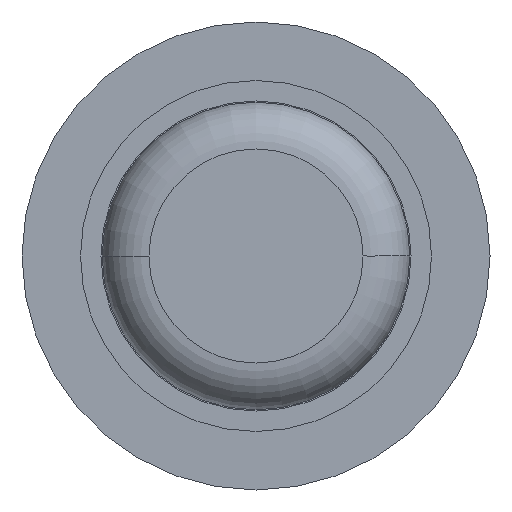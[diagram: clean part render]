
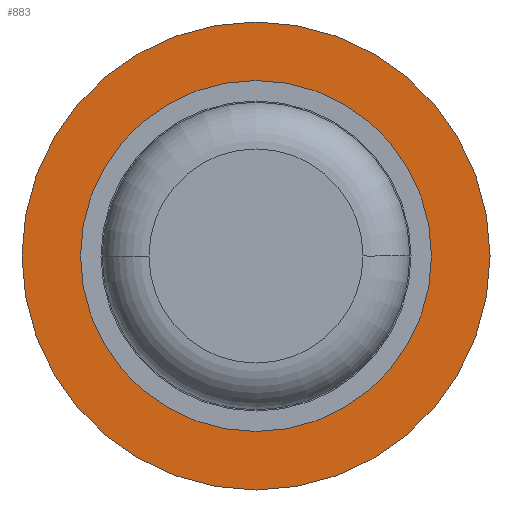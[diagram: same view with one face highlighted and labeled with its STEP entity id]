
A CAD part, front view. The second image highlights one B-rep face of the part: STEP entity #883.
In plain terms, the highlighted planar face has unit normal (0, -1, 0).
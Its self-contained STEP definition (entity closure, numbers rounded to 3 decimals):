
#21 = DIRECTION ( 'NONE',  ( 0., 0., 1. ) ) ;
#56 = DIRECTION ( 'NONE',  ( 0., 1., 0. ) ) ;
#213 = DIRECTION ( 'NONE',  ( 0., 0., 1. ) ) ;
#323 = AXIS2_PLACEMENT_3D ( 'NONE', #2375, #4488, #1617 ) ;
#443 = DIRECTION ( 'NONE',  ( 0., 0., 1. ) ) ;
#465 = CARTESIAN_POINT ( 'NONE',  ( 0., 27.3, 0.9 ) ) ;
#883 = ADVANCED_FACE ( 'Defeature ausgef�hrt1_11', ( #4052, #1777 ), #3103, .F. ) ;
#903 = CARTESIAN_POINT ( 'NONE',  ( 0., 27.3, 0. ) ) ;
#941 = EDGE_LOOP ( 'NONE', ( #1124, #3959 ) ) ;
#1011 = CIRCLE ( 'NONE', #1750, 2. ) ;
#1124 = ORIENTED_EDGE ( 'NONE', *, *, #3275, .T. ) ;
#1210 = EDGE_CURVE ( 'Defeature ausgef�hrt1_11+Defeature ausgef�hrt1_9+Defeature ausgef�hrt1_9+Defeature ausgef�hrt1_9', #1252, #1985, #2231, .T. ) ;
#1252 = VERTEX_POINT ( 'NONE', #2995 ) ;
#1325 = EDGE_LOOP ( 'NONE', ( #3723, #4203 ) ) ;
#1508 = CARTESIAN_POINT ( 'NONE',  ( 0., 27.3, 0. ) ) ;
#1617 = DIRECTION ( 'NONE',  ( 0., 0., 1. ) ) ;
#1627 = DIRECTION ( 'NONE',  ( 0., 0., 1. ) ) ;
#1660 = CARTESIAN_POINT ( 'NONE',  ( 0., 27.3, 0. ) ) ;
#1666 = VERTEX_POINT ( 'NONE', #4582 ) ;
#1684 = AXIS2_PLACEMENT_3D ( 'NONE', #903, #2369, #1627 ) ;
#1750 = AXIS2_PLACEMENT_3D ( 'NONE', #1660, #4558, #213 ) ;
#1777 = FACE_BOUND ( 'NONE', #941, .T. ) ;
#1948 = CIRCLE ( 'NONE', #1684, 0.9 ) ;
#1985 = VERTEX_POINT ( 'NONE', #465 ) ;
#2130 = EDGE_CURVE ( 'Defeature ausgef�hrt1_10+Defeature ausgef�hrt1_11+Defeature ausgef�hrt1_11+Defeature ausgef�hrt1_11', #1666, #3406, #4575, .T. ) ;
#2171 = CARTESIAN_POINT ( 'NONE',  ( 0., 27.3, 0. ) ) ;
#2231 = CIRCLE ( 'NONE', #3316, 0.9 ) ;
#2251 = DIRECTION ( 'NONE',  ( 0., 1., 0. ) ) ;
#2369 = DIRECTION ( 'NONE',  ( 0., 1., 0. ) ) ;
#2375 = CARTESIAN_POINT ( 'NONE',  ( 0.9, 27.3, 0. ) ) ;
#2995 = CARTESIAN_POINT ( 'NONE',  ( 0., 27.3, -0.9 ) ) ;
#3103 = PLANE ( 'NONE',  #323 ) ;
#3275 = EDGE_CURVE ( 'Defeature ausgef�hrt1_11+Defeature ausgef�hrt1_9+Defeature ausgef�hrt1_9+Defeature ausgef�hrt1_9', #1985, #1252, #1948, .T. ) ;
#3316 = AXIS2_PLACEMENT_3D ( 'NONE', #2171, #56, #21 ) ;
#3406 = VERTEX_POINT ( 'NONE', #3940 ) ;
#3723 = ORIENTED_EDGE ( 'NONE', *, *, #2130, .F. ) ;
#3940 = CARTESIAN_POINT ( 'NONE',  ( 0., 27.3, -2. ) ) ;
#3959 = ORIENTED_EDGE ( 'NONE', *, *, #1210, .T. ) ;
#4052 = FACE_OUTER_BOUND ( 'NONE', #1325, .T. ) ;
#4203 = ORIENTED_EDGE ( 'NONE', *, *, #4268, .F. ) ;
#4268 = EDGE_CURVE ( 'Defeature ausgef�hrt1_10+Defeature ausgef�hrt1_11+Defeature ausgef�hrt1_11+Defeature ausgef�hrt1_11', #3406, #1666, #1011, .T. ) ;
#4459 = AXIS2_PLACEMENT_3D ( 'NONE', #1508, #2251, #443 ) ;
#4488 = DIRECTION ( 'NONE',  ( 0., 1., 0. ) ) ;
#4558 = DIRECTION ( 'NONE',  ( 0., 1., 0. ) ) ;
#4575 = CIRCLE ( 'NONE', #4459, 2. ) ;
#4582 = CARTESIAN_POINT ( 'NONE',  ( 0., 27.3, 2. ) ) ;
